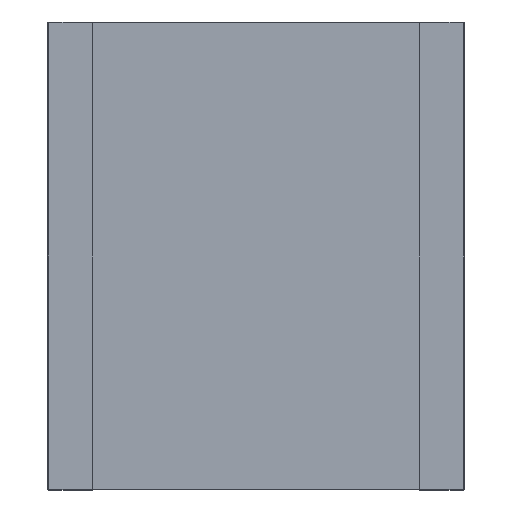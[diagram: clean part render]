
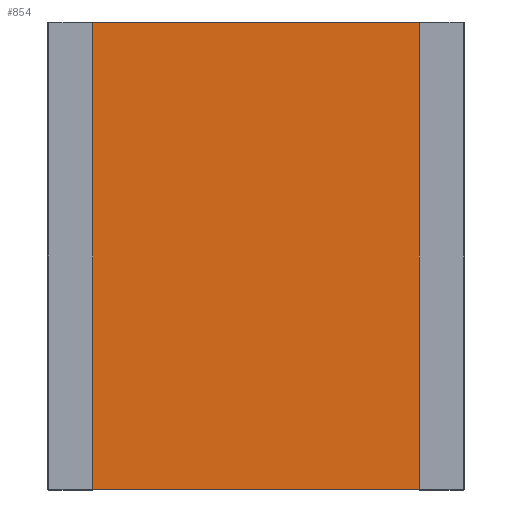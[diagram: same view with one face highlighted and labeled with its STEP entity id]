
A CAD part, front view. The second image highlights one B-rep face of the part: STEP entity #854.
In plain terms, the highlighted planar face has unit normal (0, -1, 0).
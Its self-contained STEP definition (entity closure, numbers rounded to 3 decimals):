
#51 = DIRECTION ( 'NONE',  ( 0., 0., -1. ) ) ;
#231 = CARTESIAN_POINT ( 'NONE',  ( -8.556, 0.01, 3.14 ) ) ;
#297 = ORIENTED_EDGE ( 'NONE', *, *, #354, .T. ) ;
#354 = EDGE_CURVE ( 'NONE', #1075, #3175, #437, .T. ) ;
#437 = LINE ( 'NONE', #730, #1296 ) ;
#729 = DIRECTION ( 'NONE',  ( 1., 0., 0. ) ) ;
#730 = CARTESIAN_POINT ( 'NONE',  ( -2.2, 0.01, 3.14 ) ) ;
#784 = ORIENTED_EDGE ( 'NONE', *, *, #4189, .F. ) ;
#854 = ADVANCED_FACE ( 'NONE', ( #2656 ), #4048, .T. ) ;
#1061 = ORIENTED_EDGE ( 'NONE', *, *, #4916, .T. ) ;
#1075 = VERTEX_POINT ( 'NONE', #1729 ) ;
#1296 = VECTOR ( 'NONE', #3569, 1000. ) ;
#1611 = CARTESIAN_POINT ( 'NONE',  ( -8.556, 0.01, 3.14 ) ) ;
#1729 = CARTESIAN_POINT ( 'NONE',  ( -2.2, 0.01, 3.14 ) ) ;
#2198 = DIRECTION ( 'NONE',  ( 0., -1., 0. ) ) ;
#2517 = LINE ( 'NONE', #4165, #2962 ) ;
#2656 = FACE_OUTER_BOUND ( 'NONE', #5504, .T. ) ;
#2743 = DIRECTION ( 'NONE',  ( 1., 0., 0. ) ) ;
#2841 = CARTESIAN_POINT ( 'NONE',  ( -2.2, 0.01, -3.14 ) ) ;
#2906 = CARTESIAN_POINT ( 'NONE',  ( 2.2, 0.01, 3.14 ) ) ;
#2962 = VECTOR ( 'NONE', #2743, 1000. ) ;
#3066 = EDGE_CURVE ( 'NONE', #4597, #3472, #5807, .T. ) ;
#3136 = VECTOR ( 'NONE', #51, 1000. ) ;
#3175 = VERTEX_POINT ( 'NONE', #2841 ) ;
#3472 = VERTEX_POINT ( 'NONE', #5950 ) ;
#3569 = DIRECTION ( 'NONE',  ( 0., 0., -1. ) ) ;
#3805 = ORIENTED_EDGE ( 'NONE', *, *, #3066, .F. ) ;
#4048 = PLANE ( 'NONE',  #5051 ) ;
#4068 = DIRECTION ( 'NONE',  ( 0., 0., -1. ) ) ;
#4165 = CARTESIAN_POINT ( 'NONE',  ( -8.556, 0.01, -3.14 ) ) ;
#4189 = EDGE_CURVE ( 'NONE', #1075, #4597, #5890, .T. ) ;
#4597 = VERTEX_POINT ( 'NONE', #5843 ) ;
#4916 = EDGE_CURVE ( 'NONE', #3175, #3472, #2517, .T. ) ;
#5051 = AXIS2_PLACEMENT_3D ( 'NONE', #231, #2198, #4068 ) ;
#5408 = VECTOR ( 'NONE', #729, 1000. ) ;
#5504 = EDGE_LOOP ( 'NONE', ( #784, #297, #1061, #3805 ) ) ;
#5807 = LINE ( 'NONE', #2906, #3136 ) ;
#5843 = CARTESIAN_POINT ( 'NONE',  ( 2.2, 0.01, 3.14 ) ) ;
#5890 = LINE ( 'NONE', #1611, #5408 ) ;
#5950 = CARTESIAN_POINT ( 'NONE',  ( 2.2, 0.01, -3.14 ) ) ;
